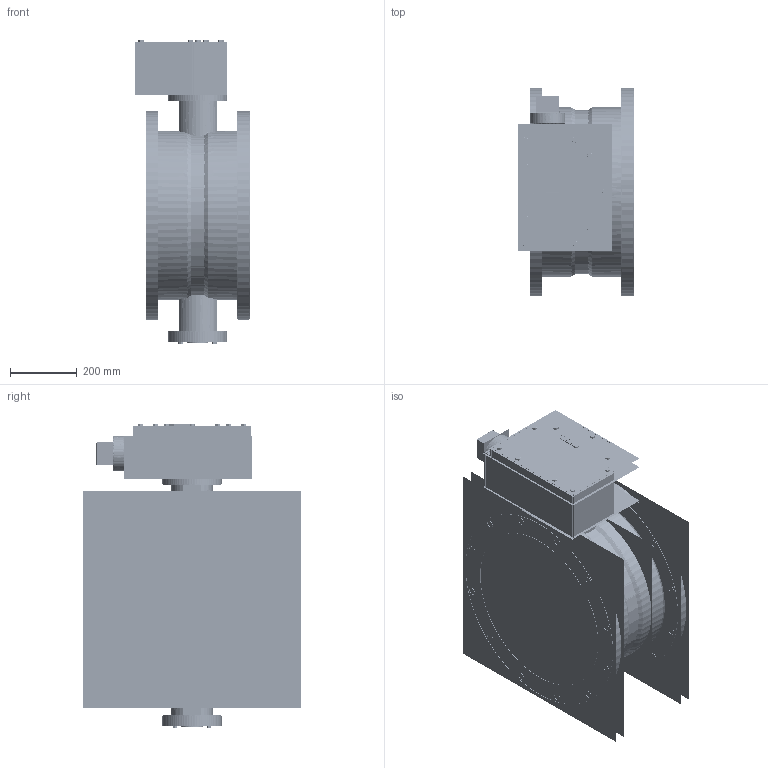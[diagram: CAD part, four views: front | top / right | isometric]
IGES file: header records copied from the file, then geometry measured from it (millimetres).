
Start section:  PTC IGES file: class_250ii_mj_x_mj-18-inch_asm.igs
Global section: file name: class_250ii_mj_x_mj-18-inch_asm.igs; native system: Creo Parametric by Parametric Technology Corporation; preprocessor: 2013050; author: HAPPY; organization: Unknown; date: 20170413.124515; units: inch
Bounding box: 347.96 x 652.14 x 915.05 mm (x, y, z)
Volume: 119845973.4 mm3; surface area: 57272756.1 mm2
Topology: 63 solids, 26 shells, 5340 faces, 38804 edges, 57269 vertices
Faces by surface type: revolution 4756, bspline 584
